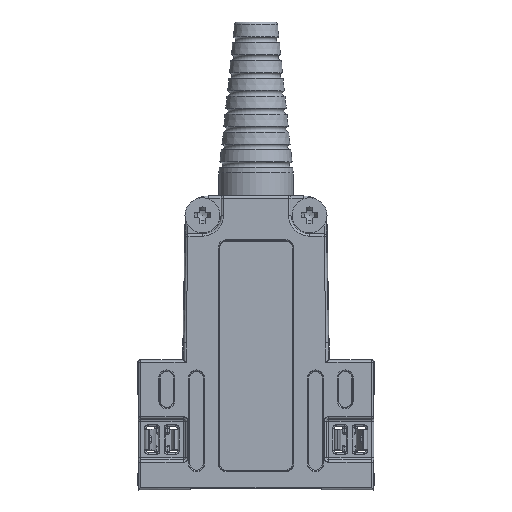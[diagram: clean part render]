
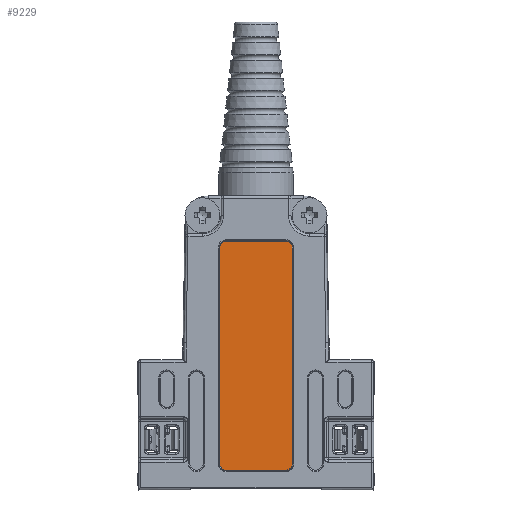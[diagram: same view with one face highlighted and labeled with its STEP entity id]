
A CAD part, top view. The second image highlights one B-rep face of the part: STEP entity #9229.
In plain terms, the highlighted planar face has unit normal (0, 0, 1).
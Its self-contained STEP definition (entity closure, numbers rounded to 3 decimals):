
#609=ELLIPSE('',#40657,0.9,0.9);
#610=ELLIPSE('',#40658,0.9,0.9);
#611=ELLIPSE('',#40659,0.9,0.9);
#612=ELLIPSE('',#40660,0.9,0.9);
#2416=LINE('',#60481,#5108);
#2417=LINE('',#60486,#5109);
#2418=LINE('',#60490,#5110);
#2419=LINE('',#60494,#5111);
#5108=VECTOR('',#46612,1.);
#5109=VECTOR('',#46615,1.);
#5110=VECTOR('',#46618,1.);
#5111=VECTOR('',#46621,1.);
#8050=PLANE('',#40661);
#9229=ADVANCED_FACE('',(#11694),#8050,.F.);
#11694=FACE_OUTER_BOUND('',#14086,.T.);
#14086=EDGE_LOOP('',(#18332,#18333,#18334,#18335,#18336,#18337,#18338,#18339));
#18332=ORIENTED_EDGE('',*,*,#32818,.T.);
#18333=ORIENTED_EDGE('',*,*,#32819,.T.);
#18334=ORIENTED_EDGE('',*,*,#32820,.T.);
#18335=ORIENTED_EDGE('',*,*,#32821,.T.);
#18336=ORIENTED_EDGE('',*,*,#32822,.T.);
#18337=ORIENTED_EDGE('',*,*,#32823,.T.);
#18338=ORIENTED_EDGE('',*,*,#32824,.T.);
#18339=ORIENTED_EDGE('',*,*,#32825,.T.);
#28989=VERTEX_POINT('',#60482);
#28990=VERTEX_POINT('',#60483);
#28991=VERTEX_POINT('',#60485);
#28992=VERTEX_POINT('',#60487);
#28993=VERTEX_POINT('',#60489);
#28994=VERTEX_POINT('',#60491);
#28995=VERTEX_POINT('',#60493);
#28996=VERTEX_POINT('',#60495);
#32818=EDGE_CURVE('',#28989,#28990,#2416,.T.);
#32819=EDGE_CURVE('',#28990,#28991,#609,.T.);
#32820=EDGE_CURVE('',#28991,#28992,#2417,.T.);
#32821=EDGE_CURVE('',#28992,#28993,#610,.T.);
#32822=EDGE_CURVE('',#28993,#28994,#2418,.T.);
#32823=EDGE_CURVE('',#28994,#28995,#611,.T.);
#32824=EDGE_CURVE('',#28995,#28996,#2419,.T.);
#32825=EDGE_CURVE('',#28996,#28989,#612,.T.);
#40657=AXIS2_PLACEMENT_3D('',#60484,#46613,#46614);
#40658=AXIS2_PLACEMENT_3D('',#60488,#46616,#46617);
#40659=AXIS2_PLACEMENT_3D('',#60492,#46619,#46620);
#40660=AXIS2_PLACEMENT_3D('',#60496,#46622,#46623);
#40661=AXIS2_PLACEMENT_3D('',#60497,#46624,#46625);
#46612=DIRECTION('',(0.,-1.,0.));
#46613=DIRECTION('',(0.,0.,1.));
#46614=DIRECTION('',(-0.707,-0.707,0.));
#46615=DIRECTION('',(1.,0.,0.));
#46616=DIRECTION('',(0.,0.,1.));
#46617=DIRECTION('',(0.707,-0.707,0.));
#46618=DIRECTION('',(0.,1.,0.));
#46619=DIRECTION('',(0.,0.,1.));
#46620=DIRECTION('',(0.707,0.707,0.));
#46621=DIRECTION('',(-1.,0.,0.));
#46622=DIRECTION('',(0.,0.,1.));
#46623=DIRECTION('',(-0.707,0.707,0.));
#46624=DIRECTION('',(0.,0.,-1.));
#46625=DIRECTION('',(-1.,0.,0.));
#60481=CARTESIAN_POINT('',(-4.898,0.,15.));
#60482=CARTESIAN_POINT('',(-4.898,-7.002,15.));
#60483=CARTESIAN_POINT('',(-4.898,-35.998,15.));
#60484=CARTESIAN_POINT('',(-3.998,-35.998,15.));
#60485=CARTESIAN_POINT('',(-3.998,-36.898,15.));
#60486=CARTESIAN_POINT('',(0.,-36.898,15.));
#60487=CARTESIAN_POINT('',(3.998,-36.898,15.));
#60488=CARTESIAN_POINT('',(3.998,-35.998,15.));
#60489=CARTESIAN_POINT('',(4.898,-35.998,15.));
#60490=CARTESIAN_POINT('',(4.898,0.,15.));
#60491=CARTESIAN_POINT('',(4.898,-7.002,15.));
#60492=CARTESIAN_POINT('',(3.998,-7.002,15.));
#60493=CARTESIAN_POINT('',(3.998,-6.102,15.));
#60494=CARTESIAN_POINT('',(0.,-6.102,15.));
#60495=CARTESIAN_POINT('',(-3.998,-6.102,15.));
#60496=CARTESIAN_POINT('',(-3.998,-7.002,15.));
#60497=CARTESIAN_POINT('',(0.,0.,15.));
